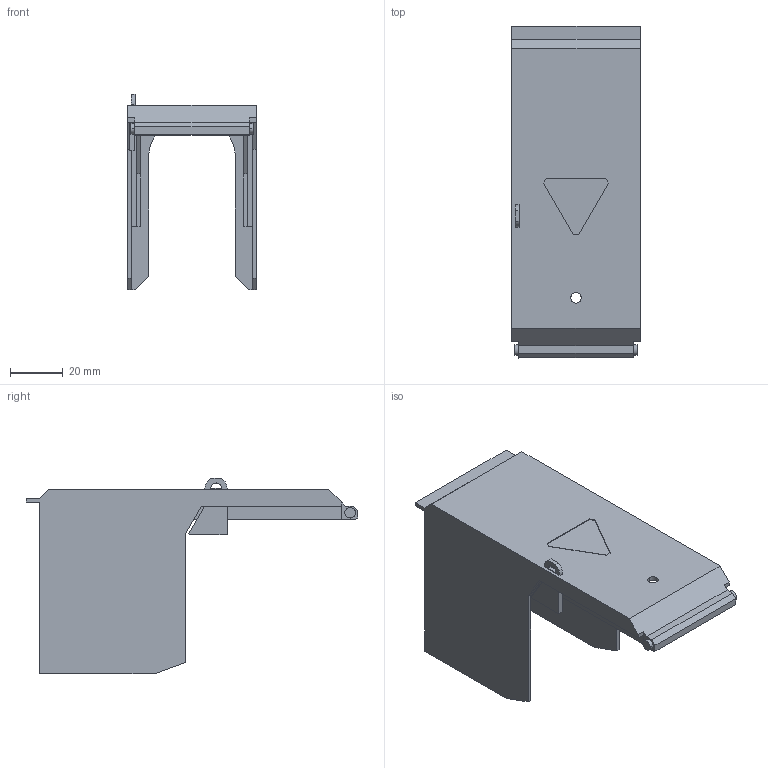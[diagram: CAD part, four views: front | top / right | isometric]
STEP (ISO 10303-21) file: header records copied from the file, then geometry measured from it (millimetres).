
FILE_DESCRIPTION(('Creo Elements/Direct Modeling STEP Export'),'2;1');
FILE_NAME('model.stp','2018-01-20T20:45:01',(''),(''),'Creo Elements/Direct Modeling STEP processor for AP214 (Solid Model)','Creo Elements/Direct Modeling 18.1I 14-Aug-2016 (C) Parametric Technology GmbH','');
FILE_SCHEMA(('AUTOMOTIVE_DESIGN { 1 0 10303 214 1 1 1 1 }'));
Length unit declared in the file: millimetre
Products named in the file (2): HC-RBO_12-select
Assembly tree (1 placements, depth 2):
  HC-RBO_12-select
    HC-RBO_12-select
Bounding box: 48.8 x 125.95 x 74 mm (x, y, z)
Volume: 39621.5 mm3; surface area: 35884.3 mm2
Topology: 1 solids, 1 shells, 95 faces, 268 edges, 179 vertices
Faces by surface type: plane 84, cylinder 11
Entity records: 3718 total; most frequent: ORIENTED_EDGE 536, CARTESIAN_POINT 516, DIRECTION 441, EDGE_CURVE 268, VECTOR 233, LINE 233, VERTEX_POINT 179, AXIS2_PLACEMENT_3D 104
